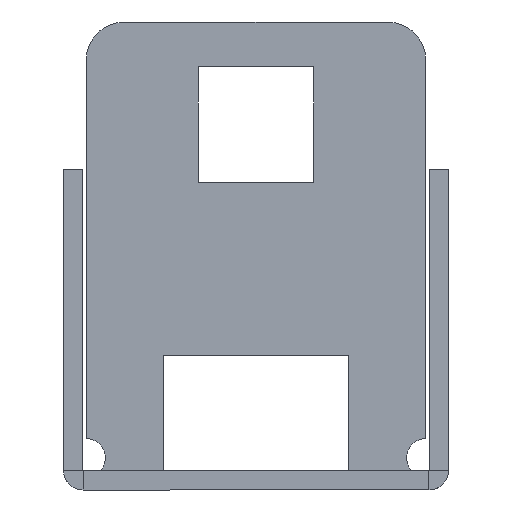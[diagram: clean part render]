
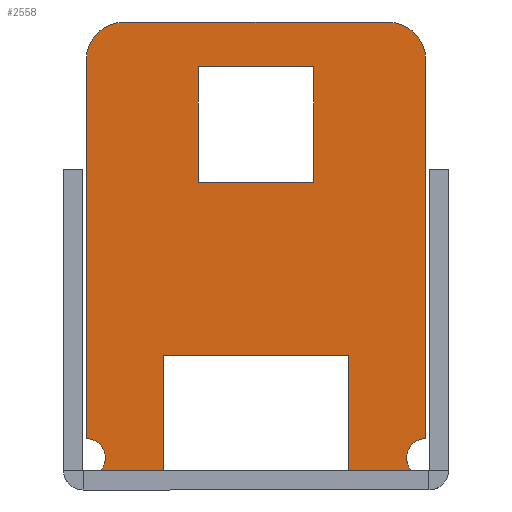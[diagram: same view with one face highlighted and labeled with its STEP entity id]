
A CAD part, left-side view. The second image highlights one B-rep face of the part: STEP entity #2558.
In plain terms, the highlighted planar face has unit normal (-1, 0, 0).
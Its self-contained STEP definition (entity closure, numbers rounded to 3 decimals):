
#8 = ORIENTED_EDGE ( 'NONE', *, *, #1794, .T. ) ;
#20 = ORIENTED_EDGE ( 'NONE', *, *, #1785, .T. ) ;
#31 = ORIENTED_EDGE ( 'NONE', *, *, #1796, .T. ) ;
#42 = ORIENTED_EDGE ( 'NONE', *, *, #1781, .F. ) ;
#48 = LINE ( 'NONE', #2203, #720 ) ;
#54 = ORIENTED_EDGE ( 'NONE', *, *, #1793, .T. ) ;
#66 = ORIENTED_EDGE ( 'NONE', *, *, #1787, .F. ) ;
#78 = ORIENTED_EDGE ( 'NONE', *, *, #1789, .T. ) ;
#90 = ORIENTED_EDGE ( 'NONE', *, *, #1783, .F. ) ;
#102 = ORIENTED_EDGE ( 'NONE', *, *, #1640, .F. ) ;
#112 = ORIENTED_EDGE ( 'NONE', *, *, #1766, .F. ) ;
#123 = ORIENTED_EDGE ( 'NONE', *, *, #1641, .F. ) ;
#134 = ORIENTED_EDGE ( 'NONE', *, *, #1771, .F. ) ;
#145 = ORIENTED_EDGE ( 'NONE', *, *, #1691, .F. ) ;
#149 = EDGE_LOOP ( 'NONE', ( #775, #8, #20, #31 ) ) ;
#157 = ORIENTED_EDGE ( 'NONE', *, *, #1776, .F. ) ;
#169 = ORIENTED_EDGE ( 'NONE', *, *, #1639, .F. ) ;
#185 = EDGE_LOOP ( 'NONE', ( #42, #54, #66, #78, #90, #102, #112, #123, #134, #145, #157, #169 ) ) ;
#504 = CIRCLE ( 'NONE', #1616, 1.5 ) ;
#549 = CIRCLE ( 'NONE', #1614, 1.5 ) ;
#720 = VECTOR ( 'NONE', #2202, 1000. ) ;
#775 = ORIENTED_EDGE ( 'NONE', *, *, #1795, .T. ) ;
#1125 = DIRECTION ( 'NONE',  ( 0., 0., 1. ) ) ;
#1128 = DIRECTION ( 'NONE',  ( -1., 0., 0. ) ) ;
#1195 = CARTESIAN_POINT ( 'NONE',  ( 46.25, 13.25, 1.5 ) ) ;
#1218 = PLANE ( 'NONE',  #1499 ) ;
#1276 = CARTESIAN_POINT ( 'NONE',  ( 46.25, 13.25, 4.004 ) ) ;
#1280 = CARTESIAN_POINT ( 'NONE',  ( 46.25, -13.25, 33.5 ) ) ;
#1290 = CARTESIAN_POINT ( 'NONE',  ( 46.25, -7.25, 1.51 ) ) ;
#1291 = CARTESIAN_POINT ( 'NONE',  ( 46.25, 4.5, 33. ) ) ;
#1293 = CARTESIAN_POINT ( 'NONE',  ( 46.25, -4.5, 33. ) ) ;
#1297 = CARTESIAN_POINT ( 'NONE',  ( 46.25, -13.25, 4.004 ) ) ;
#1304 = CARTESIAN_POINT ( 'NONE',  ( 46.25, 7.25, 10.5 ) ) ;
#1307 = CARTESIAN_POINT ( 'NONE',  ( 46.25, 10.25, 36.5 ) ) ;
#1309 = CARTESIAN_POINT ( 'NONE',  ( 46.25, 4.5, 24. ) ) ;
#1310 = CARTESIAN_POINT ( 'NONE',  ( 46.25, -7.25, 10.5 ) ) ;
#1311 = CARTESIAN_POINT ( 'NONE',  ( 46.25, 13.25, 33.5 ) ) ;
#1315 = CARTESIAN_POINT ( 'NONE',  ( 46.25, -4.5, 24. ) ) ;
#1317 = CARTESIAN_POINT ( 'NONE',  ( 46.25, -10.25, 36.5 ) ) ;
#1347 = CARTESIAN_POINT ( 'NONE',  ( 46.25, 7.25, 1.51 ) ) ;
#1403 = CARTESIAN_POINT ( 'NONE',  ( 46.25, -12.127, 1.51 ) ) ;
#1416 = CARTESIAN_POINT ( 'NONE',  ( 46.25, 12.127, 1.51 ) ) ;
#1499 = AXIS2_PLACEMENT_3D ( 'NONE', #1195, #1128, #1125 ) ;
#1511 = AXIS2_PLACEMENT_3D ( 'NONE', #1853, #1845, #1844 ) ;
#1513 = AXIS2_PLACEMENT_3D ( 'NONE', #1861, #1855, #1854 ) ;
#1614 = AXIS2_PLACEMENT_3D ( 'NONE', #2209, #2207, #2206 ) ;
#1616 = AXIS2_PLACEMENT_3D ( 'NONE', #2212, #2205, #2204 ) ;
#1639 = EDGE_CURVE ( 'NONE', #2511, #2440, #549, .T. ) ;
#1640 = EDGE_CURVE ( 'NONE', #2432, #2517, #504, .T. ) ;
#1641 = EDGE_CURVE ( 'NONE', #2506, #2477, #48, .T. ) ;
#1691 = EDGE_CURVE ( 'NONE', #2422, #2501, #2694, .T. ) ;
#1766 = EDGE_CURVE ( 'NONE', #2477, #2432, #2707, .T. ) ;
#1771 = EDGE_CURVE ( 'NONE', #2501, #2506, #2910, .T. ) ;
#1776 = EDGE_CURVE ( 'NONE', #2440, #2422, #2819, .T. ) ;
#1781 = EDGE_CURVE ( 'NONE', #2518, #2511, #2880, .T. ) ;
#1783 = EDGE_CURVE ( 'NONE', #2517, #2500, #2898, .T. ) ;
#1785 = EDGE_CURVE ( 'NONE', #2498, #2502, #3019, .T. ) ;
#1787 = EDGE_CURVE ( 'NONE', #2504, #2497, #3023, .T. ) ;
#1789 = EDGE_CURVE ( 'NONE', #2504, #2500, #3007, .T. ) ;
#1793 = EDGE_CURVE ( 'NONE', #2518, #2497, #3001, .T. ) ;
#1794 = EDGE_CURVE ( 'NONE', #2514, #2498, #3006, .T. ) ;
#1795 = EDGE_CURVE ( 'NONE', #2515, #2514, #3002, .T. ) ;
#1796 = EDGE_CURVE ( 'NONE', #2502, #2515, #2998, .T. ) ;
#1835 = DIRECTION ( 'NONE',  ( 0., 0., 1. ) ) ;
#1836 = CARTESIAN_POINT ( 'NONE',  ( 46.25, 4.5, 33. ) ) ;
#1837 = DIRECTION ( 'NONE',  ( 0., -1., 0. ) ) ;
#1838 = CARTESIAN_POINT ( 'NONE',  ( 46.25, 4.5, 33. ) ) ;
#1841 = DIRECTION ( 'NONE',  ( 0., 0., -1. ) ) ;
#1842 = CARTESIAN_POINT ( 'NONE',  ( 46.25, -4.5, 33. ) ) ;
#1844 = DIRECTION ( 'NONE',  ( 0., 0., 1. ) ) ;
#1845 = DIRECTION ( 'NONE',  ( -1., 0., 0. ) ) ;
#1853 = CARTESIAN_POINT ( 'NONE',  ( 46.25, -10.25, 33.5 ) ) ;
#1854 = DIRECTION ( 'NONE',  ( 0., 0., 1. ) ) ;
#1855 = DIRECTION ( 'NONE',  ( -1., 0., 0. ) ) ;
#1859 = DIRECTION ( 'NONE',  ( 0., -1., 0. ) ) ;
#1861 = CARTESIAN_POINT ( 'NONE',  ( 46.25, 10.25, 33.5 ) ) ;
#1865 = CARTESIAN_POINT ( 'NONE',  ( 46.25, -13.25, 36.5 ) ) ;
#1866 = DIRECTION ( 'NONE',  ( 0., 1., 0. ) ) ;
#1867 = CARTESIAN_POINT ( 'NONE',  ( 46.25, 4.5, 24. ) ) ;
#1871 = DIRECTION ( 'NONE',  ( 0., 0., 1. ) ) ;
#1875 = CARTESIAN_POINT ( 'NONE',  ( 46.25, 13.25, 36.5 ) ) ;
#1876 = DIRECTION ( 'NONE',  ( 0., 0., -1. ) ) ;
#1877 = CARTESIAN_POINT ( 'NONE',  ( 46.25, -13.25, 1.5 ) ) ;
#1888 = DIRECTION ( 'NONE',  ( 0., 1., 0. ) ) ;
#1889 = CARTESIAN_POINT ( 'NONE',  ( 46.25, -13.25, 1.51 ) ) ;
#1904 = DIRECTION ( 'NONE',  ( 0., 1., 0. ) ) ;
#1905 = CARTESIAN_POINT ( 'NONE',  ( 46.25, 7.25, 10.5 ) ) ;
#1922 = DIRECTION ( 'NONE',  ( 0., 1., 0. ) ) ;
#1923 = CARTESIAN_POINT ( 'NONE',  ( 46.25, -13.25, 1.51 ) ) ;
#2107 = DIRECTION ( 'NONE',  ( 0., 0., 1. ) ) ;
#2108 = CARTESIAN_POINT ( 'NONE',  ( 46.25, -7.25, -15.5 ) ) ;
#2202 = DIRECTION ( 'NONE',  ( 0., 0., -1. ) ) ;
#2203 = CARTESIAN_POINT ( 'NONE',  ( 46.25, 7.25, -15.5 ) ) ;
#2204 = DIRECTION ( 'NONE',  ( 0., 0., 1. ) ) ;
#2205 = DIRECTION ( 'NONE',  ( -1., 0., 0. ) ) ;
#2206 = DIRECTION ( 'NONE',  ( 0., 0., -1. ) ) ;
#2207 = DIRECTION ( 'NONE',  ( -1., 0., 0. ) ) ;
#2209 = CARTESIAN_POINT ( 'NONE',  ( 46.25, -13.25, 2.504 ) ) ;
#2212 = CARTESIAN_POINT ( 'NONE',  ( 46.25, 13.25, 2.504 ) ) ;
#2422 = VERTEX_POINT ( 'NONE', #1290 ) ;
#2432 = VERTEX_POINT ( 'NONE', #1416 ) ;
#2440 = VERTEX_POINT ( 'NONE', #1403 ) ;
#2477 = VERTEX_POINT ( 'NONE', #1347 ) ;
#2497 = VERTEX_POINT ( 'NONE', #1317 ) ;
#2498 = VERTEX_POINT ( 'NONE', #1315 ) ;
#2500 = VERTEX_POINT ( 'NONE', #1311 ) ;
#2501 = VERTEX_POINT ( 'NONE', #1310 ) ;
#2502 = VERTEX_POINT ( 'NONE', #1309 ) ;
#2504 = VERTEX_POINT ( 'NONE', #1307 ) ;
#2506 = VERTEX_POINT ( 'NONE', #1304 ) ;
#2511 = VERTEX_POINT ( 'NONE', #1297 ) ;
#2514 = VERTEX_POINT ( 'NONE', #1293 ) ;
#2515 = VERTEX_POINT ( 'NONE', #1291 ) ;
#2517 = VERTEX_POINT ( 'NONE', #1276 ) ;
#2518 = VERTEX_POINT ( 'NONE', #1280 ) ;
#2558 = ADVANCED_FACE ( 'NONE', ( #2944, #2786 ), #1218, .T. ) ;
#2694 = LINE ( 'NONE', #2108, #2941 ) ;
#2707 = LINE ( 'NONE', #1923, #2956 ) ;
#2786 = FACE_OUTER_BOUND ( 'NONE', #185, .T. ) ;
#2818 = VECTOR ( 'NONE', #1888, 1000. ) ;
#2819 = LINE ( 'NONE', #1889, #2818 ) ;
#2880 = LINE ( 'NONE', #1877, #3021 ) ;
#2898 = LINE ( 'NONE', #1875, #3024 ) ;
#2910 = LINE ( 'NONE', #1905, #2928 ) ;
#2928 = VECTOR ( 'NONE', #1904, 1000. ) ;
#2941 = VECTOR ( 'NONE', #2107, 1000. ) ;
#2944 = FACE_BOUND ( 'NONE', #149, .T. ) ;
#2956 = VECTOR ( 'NONE', #1922, 1000. ) ;
#2995 = VECTOR ( 'NONE', #1837, 1000. ) ;
#2996 = VECTOR ( 'NONE', #1835, 1000. ) ;
#2998 = LINE ( 'NONE', #1836, #2996 ) ;
#3001 = CIRCLE ( 'NONE', #1511, 3. ) ;
#3002 = LINE ( 'NONE', #1838, #2995 ) ;
#3006 = LINE ( 'NONE', #1842, #3010 ) ;
#3007 = CIRCLE ( 'NONE', #1513, 3. ) ;
#3010 = VECTOR ( 'NONE', #1841, 1000. ) ;
#3013 = VECTOR ( 'NONE', #1866, 1000. ) ;
#3015 = VECTOR ( 'NONE', #1859, 1000. ) ;
#3019 = LINE ( 'NONE', #1867, #3013 ) ;
#3021 = VECTOR ( 'NONE', #1876, 1000. ) ;
#3023 = LINE ( 'NONE', #1865, #3015 ) ;
#3024 = VECTOR ( 'NONE', #1871, 1000. ) ;
